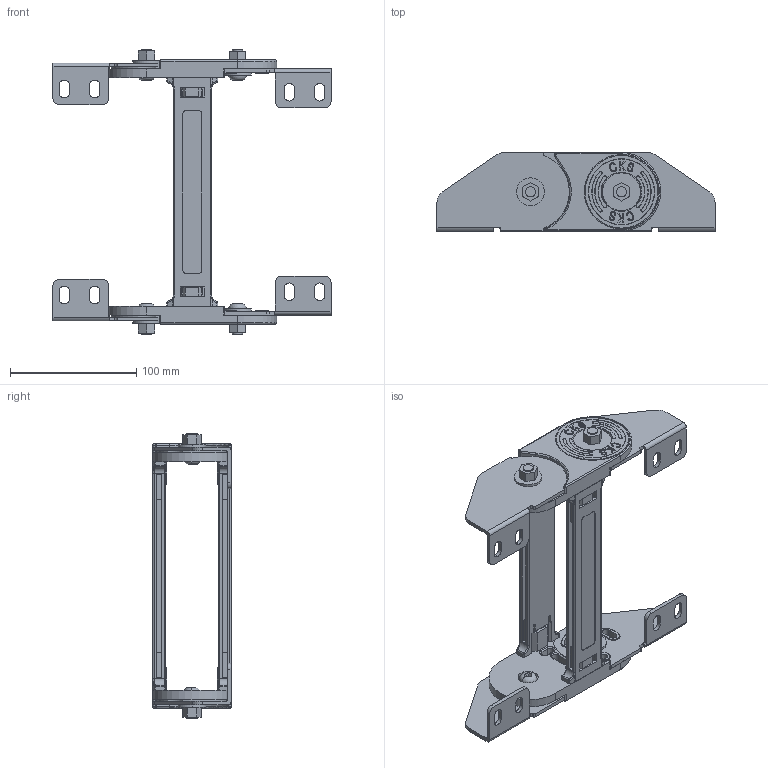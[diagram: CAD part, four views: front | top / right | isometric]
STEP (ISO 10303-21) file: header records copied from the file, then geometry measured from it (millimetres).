
FILE_DESCRIPTION (( 'STEP AP214' ), '1' );
FILE_NAME ('CK40-A180-METAL AYAK.STEP', '2019-09-18T14:21:45', ( '' ), ( '' ), 'SwSTEP 2.0', 'SolidWorks 2017', '' );
FILE_SCHEMA (( 'AUTOMOTIVE_DESIGN' ));
Length unit declared in the file: millimetre
Products named in the file (1): CK40-A180-METAL AYAK
Bounding box: 220 x 62 x 225 mm (x, y, z)
Volume: 263065.3 mm3; surface area: 172744.3 mm2
Topology: 24 solids, 30 shells, 1342 faces, 3400 edges, 2192 vertices
Faces by surface type: plane 596, cylinder 514, torus 108, bspline 104, sphere 20
Entity records: 46383 total; most frequent: CARTESIAN_POINT 13251, DIRECTION 6964, ORIENTED_EDGE 6780, EDGE_CURVE 3390, AXIS2_PLACEMENT_3D 2549, VERTEX_POINT 2192, VECTOR 1866, LINE 1866
